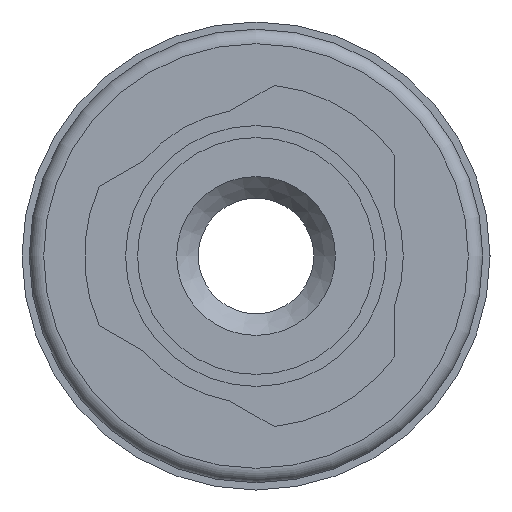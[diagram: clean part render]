
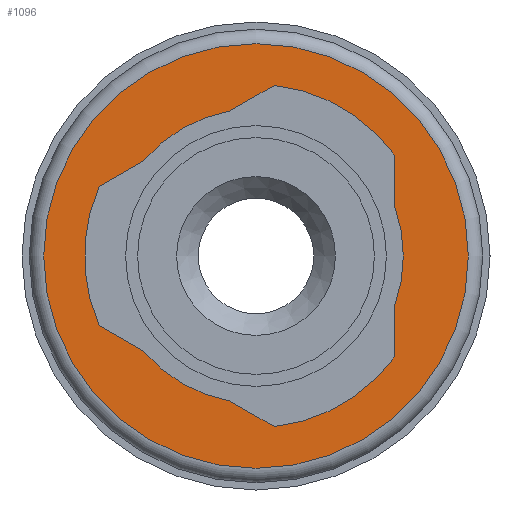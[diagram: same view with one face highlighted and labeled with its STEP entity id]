
A CAD part, left-side view. The second image highlights one B-rep face of the part: STEP entity #1096.
In plain terms, the highlighted planar face has unit normal (-1, 0, 0).
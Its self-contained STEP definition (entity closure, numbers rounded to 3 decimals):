
#33=LINE('',#1838,#69);
#36=LINE('',#1845,#72);
#40=LINE('',#1854,#76);
#47=LINE('',#1875,#83);
#50=LINE('',#1886,#86);
#54=LINE('',#1893,#90);
#69=VECTOR('',#1477,1.771);
#72=VECTOR('',#1482,1.771);
#76=VECTOR('',#1488,1.771);
#83=VECTOR('',#1509,1.771);
#86=VECTOR('',#1520,1.771);
#90=VECTOR('',#1526,1.771);
#182=FACE_BOUND('',#353,.T.);
#252=FACE_OUTER_BOUND('',#352,.T.);
#352=EDGE_LOOP('',(#880));
#353=EDGE_LOOP('',(#881,#882,#883,#884,#885,#886,#887,#888,#889,#890,#891,
#892));
#427=CIRCLE('',#1218,5.937);
#429=CIRCLE('',#1221,5.937);
#431=CIRCLE('',#1225,5.937);
#432=CIRCLE('',#1229,7.35);
#433=CIRCLE('',#1230,5.1);
#434=CIRCLE('',#1231,5.1);
#435=CIRCLE('',#1232,5.1);
#511=VERTEX_POINT('',#1835);
#512=VERTEX_POINT('',#1837);
#513=VERTEX_POINT('',#1841);
#515=VERTEX_POINT('',#1844);
#517=VERTEX_POINT('',#1850);
#519=VERTEX_POINT('',#1853);
#522=VERTEX_POINT('',#1861);
#524=VERTEX_POINT('',#1867);
#526=VERTEX_POINT('',#1872);
#528=VERTEX_POINT('',#1879);
#530=VERTEX_POINT('',#1885);
#532=VERTEX_POINT('',#1891);
#533=VERTEX_POINT('',#1895);
#630=EDGE_CURVE('',#512,#511,#33,.T.);
#633=EDGE_CURVE('',#515,#513,#36,.T.);
#637=EDGE_CURVE('',#519,#517,#40,.T.);
#642=EDGE_CURVE('',#511,#522,#427,.T.);
#644=EDGE_CURVE('',#524,#515,#429,.T.);
#648=EDGE_CURVE('',#526,#524,#47,.T.);
#650=EDGE_CURVE('',#528,#519,#431,.T.);
#653=EDGE_CURVE('',#530,#528,#50,.T.);
#657=EDGE_CURVE('',#522,#532,#54,.T.);
#658=EDGE_CURVE('',#533,#533,#432,.T.);
#659=EDGE_CURVE('',#513,#512,#433,.T.);
#660=EDGE_CURVE('',#532,#530,#434,.T.);
#661=EDGE_CURVE('',#517,#526,#435,.T.);
#880=ORIENTED_EDGE('',*,*,#658,.F.);
#881=ORIENTED_EDGE('',*,*,#648,.T.);
#882=ORIENTED_EDGE('',*,*,#644,.T.);
#883=ORIENTED_EDGE('',*,*,#633,.T.);
#884=ORIENTED_EDGE('',*,*,#659,.T.);
#885=ORIENTED_EDGE('',*,*,#630,.T.);
#886=ORIENTED_EDGE('',*,*,#642,.T.);
#887=ORIENTED_EDGE('',*,*,#657,.T.);
#888=ORIENTED_EDGE('',*,*,#660,.T.);
#889=ORIENTED_EDGE('',*,*,#653,.T.);
#890=ORIENTED_EDGE('',*,*,#650,.T.);
#891=ORIENTED_EDGE('',*,*,#637,.T.);
#892=ORIENTED_EDGE('',*,*,#661,.T.);
#957=PLANE('',#1228);
#1096=ADVANCED_FACE('',(#252,#182),#957,.T.);
#1218=AXIS2_PLACEMENT_3D('',#1863,#1496,#1497);
#1221=AXIS2_PLACEMENT_3D('',#1868,#1502,#1503);
#1225=AXIS2_PLACEMENT_3D('',#1880,#1514,#1515);
#1228=AXIS2_PLACEMENT_3D('',#1894,#1527,#1528);
#1229=AXIS2_PLACEMENT_3D('',#1896,#1529,#1530);
#1230=AXIS2_PLACEMENT_3D('',#1897,#1531,#1532);
#1231=AXIS2_PLACEMENT_3D('',#1898,#1533,#1534);
#1232=AXIS2_PLACEMENT_3D('',#1899,#1535,#1536);
#1477=DIRECTION('',(0.,0.,-1.));
#1482=DIRECTION('',(0.,0.,-1.));
#1488=DIRECTION('',(0.,-0.866,0.5));
#1496=DIRECTION('center_axis',(1.,0.,0.));
#1497=DIRECTION('ref_axis',(0.,-0.105,-0.994));
#1502=DIRECTION('center_axis',(1.,0.,0.));
#1503=DIRECTION('ref_axis',(0.,-0.808,0.589));
#1509=DIRECTION('',(0.,-0.866,0.5));
#1514=DIRECTION('center_axis',(1.,0.,0.));
#1515=DIRECTION('ref_axis',(0.,0.914,0.406));
#1520=DIRECTION('',(0.,0.866,0.5));
#1526=DIRECTION('',(0.,0.866,0.5));
#1527=DIRECTION('center_axis',(-1.,0.,0.));
#1528=DIRECTION('ref_axis',(0.,0.,
1.));
#1529=DIRECTION('center_axis',(1.,0.,0.));
#1530=DIRECTION('ref_axis',(0.,-1.,0.));
#1531=DIRECTION('center_axis',(1.,0.,0.));
#1532=DIRECTION('ref_axis',(0.,0.,
1.));
#1533=DIRECTION('center_axis',(1.,0.,0.));
#1534=DIRECTION('ref_axis',(0.,0.,
1.));
#1535=DIRECTION('center_axis',(1.,0.,0.));
#1536=DIRECTION('ref_axis',(0.,0.,
1.));
#1835=CARTESIAN_POINT('',(0.,-4.8,-3.494));
#1837=CARTESIAN_POINT('',(0.,-4.8,-1.723));
#1838=CARTESIAN_POINT('',(0.,-4.8,-1.747));
#1841=CARTESIAN_POINT('',(0.,-4.8,1.723));
#1844=CARTESIAN_POINT('',(0.,-4.8,3.494));
#1845=CARTESIAN_POINT('',(0.,-4.8,-1.747));
#1850=CARTESIAN_POINT('',(0.,3.892,3.295));
#1853=CARTESIAN_POINT('',(0.,5.426,2.41));
#1854=CARTESIAN_POINT('',(0.,0.887,5.03));
#1861=CARTESIAN_POINT('',(0.,-0.626,-5.904));
#1863=CARTESIAN_POINT('Origin',(0.,0.,
0.));
#1867=CARTESIAN_POINT('',(0.,-0.626,5.904));
#1868=CARTESIAN_POINT('Origin',(0.,0.,
0.));
#1872=CARTESIAN_POINT('',(0.,0.908,5.019));
#1875=CARTESIAN_POINT('',(0.,0.887,5.03));
#1879=CARTESIAN_POINT('',(0.,5.426,-2.41));
#1880=CARTESIAN_POINT('Origin',(0.,0.,
0.));
#1885=CARTESIAN_POINT('',(0.,3.892,-3.295));
#1886=CARTESIAN_POINT('',(0.,3.913,-3.283));
#1891=CARTESIAN_POINT('',(0.,0.908,-5.019));
#1893=CARTESIAN_POINT('',(0.,1.654,-4.588));
#1894=CARTESIAN_POINT('Origin',(0.,0.,
0.));
#1895=CARTESIAN_POINT('',(0.,7.35,0.));
#1896=CARTESIAN_POINT('Origin',(0.,0.,
0.));
#1897=CARTESIAN_POINT('Origin',(0.,0.,
0.));
#1898=CARTESIAN_POINT('Origin',(0.,0.,
0.));
#1899=CARTESIAN_POINT('Origin',(0.,0.,
0.));
